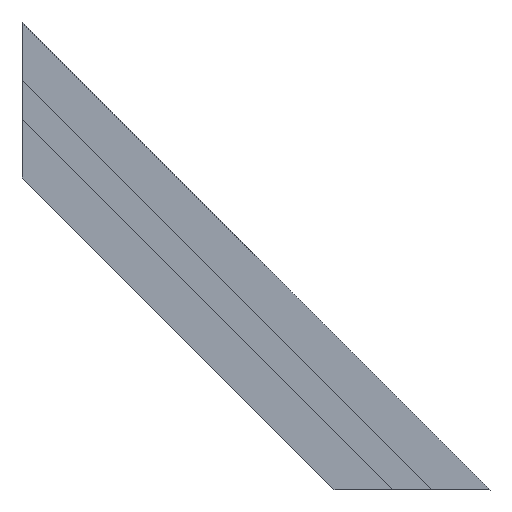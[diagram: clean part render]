
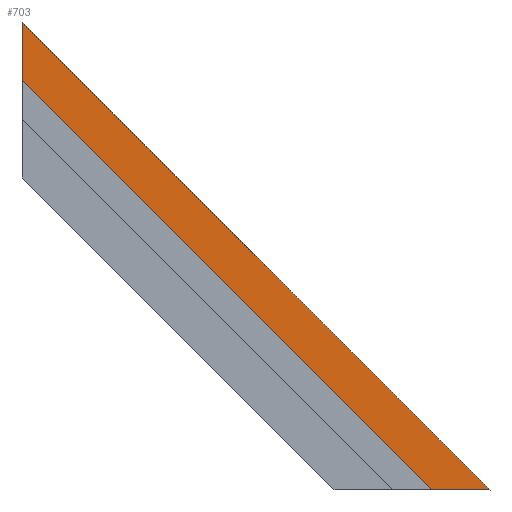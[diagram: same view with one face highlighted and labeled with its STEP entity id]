
A CAD part, left-side view. The second image highlights one B-rep face of the part: STEP entity #703.
In plain terms, the highlighted planar face has unit normal (-1, 0, 0).
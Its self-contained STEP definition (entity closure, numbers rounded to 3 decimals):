
#148=CARTESIAN_POINT('',(-0.5,0.,3.712));
#149=VERTEX_POINT('',#148);
#156=CARTESIAN_POINT('',(-0.5,0.,4.243));
#157=VERTEX_POINT('',#156);
#158=CARTESIAN_POINT('',(-0.5,0.,4.243));
#159=DIRECTION('',(0.0,0.,-1.0));
#160=VECTOR('',#159,0.53);
#161=LINE('',#158,#160);
#162=EDGE_CURVE('',#157,#149,#161,.T.);
#593=CARTESIAN_POINT('',(-0.5,-4.243,0.));
#594=VERTEX_POINT('',#593);
#601=CARTESIAN_POINT('',(-0.5,-3.712,0.));
#602=VERTEX_POINT('',#601);
#603=CARTESIAN_POINT('',(-0.5,-3.712,0.));
#604=DIRECTION('',(0.0,-1.0,0.));
#605=VECTOR('',#604,0.53);
#606=LINE('',#603,#605);
#607=EDGE_CURVE('',#602,#594,#606,.T.);
#678=CARTESIAN_POINT('',(-0.5,0.,3.712));
#679=DIRECTION('',(0.0,-0.707,-0.707));
#680=VECTOR('',#679,5.25);
#681=LINE('',#678,#680);
#682=EDGE_CURVE('',#149,#602,#681,.T.);
#687=CARTESIAN_POINT('',(-0.5,0.265,3.977));
#688=DIRECTION('',(-1.0,0.0,0.0));
#689=DIRECTION('',(0.0,-0.707,-0.707));
#690=AXIS2_PLACEMENT_3D('',#687,#688,#689);
#691=PLANE('',#690);
#692=ORIENTED_EDGE('',*,*,#162,.T.);
#693=ORIENTED_EDGE('',*,*,#682,.T.);
#694=ORIENTED_EDGE('',*,*,#607,.T.);
#695=CARTESIAN_POINT('',(-0.5,0.,4.243));
#696=DIRECTION('',(0.0,-0.707,-0.707));
#697=VECTOR('',#696,6.0);
#698=LINE('',#695,#697);
#699=EDGE_CURVE('',#157,#594,#698,.T.);
#700=ORIENTED_EDGE('',*,*,#699,.F.);
#701=EDGE_LOOP('',(#692,#693,#694,#700));
#702=FACE_OUTER_BOUND('',#701,.T.);
#703=ADVANCED_FACE('',(#702),#691,.T.);
